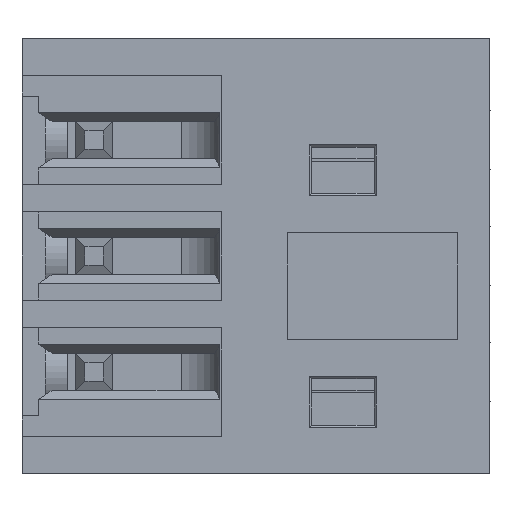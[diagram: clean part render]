
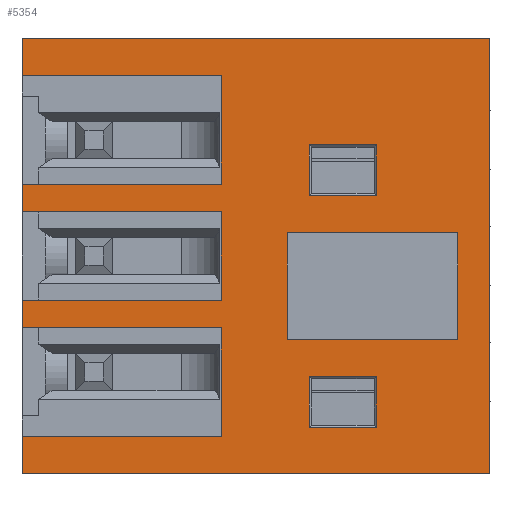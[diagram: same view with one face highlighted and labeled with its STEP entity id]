
A CAD part, front view. The second image highlights one B-rep face of the part: STEP entity #5354.
In plain terms, the highlighted planar face has unit normal (0, -1, 0).
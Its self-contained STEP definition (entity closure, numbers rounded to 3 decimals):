
#167=DIRECTION('',(0.,0.,-1.));
#168=VECTOR('',#167,0.8);
#169=CARTESIAN_POINT('',(-20.715,0.099,159.612));
#170=LINE('',#169,#168);
#171=DIRECTION('',(0.,0.,-1.));
#172=VECTOR('',#171,0.8);
#173=CARTESIAN_POINT('',(-20.715,0.099,168.212));
#174=LINE('',#173,#172);
#187=DIRECTION('',(0.,0.,-1.));
#188=VECTOR('',#187,0.6);
#189=CARTESIAN_POINT('',(-20.715,0.099,165.062));
#190=LINE('',#189,#188);
#339=DIRECTION('',(0.,0.,-1.));
#340=VECTOR('',#339,1.1);
#341=CARTESIAN_POINT('',(-14.515,0.099,160.912));
#342=LINE('',#341,#340);
#343=DIRECTION('',(1.,0.,0.));
#344=VECTOR('',#343,1.45);
#345=CARTESIAN_POINT('',(-14.515,0.099,159.812));
#346=LINE('',#345,#344);
#347=DIRECTION('',(0.,0.,1.));
#348=VECTOR('',#347,1.1);
#349=CARTESIAN_POINT('',(-13.065,0.099,159.812));
#350=LINE('',#349,#348);
#351=DIRECTION('',(-1.,0.,0.));
#352=VECTOR('',#351,1.45);
#353=CARTESIAN_POINT('',(-13.065,0.099,160.912));
#354=LINE('',#353,#352);
#355=DIRECTION('',(0.,0.,-1.));
#356=VECTOR('',#355,1.1);
#357=CARTESIAN_POINT('',(-14.515,0.099,165.912));
#358=LINE('',#357,#356);
#359=DIRECTION('',(1.,0.,0.));
#360=VECTOR('',#359,1.45);
#361=CARTESIAN_POINT('',(-14.515,0.099,164.812));
#362=LINE('',#361,#360);
#363=DIRECTION('',(0.,0.,1.));
#364=VECTOR('',#363,1.1);
#365=CARTESIAN_POINT('',(-13.065,0.099,164.812));
#366=LINE('',#365,#364);
#367=DIRECTION('',(-1.,0.,0.));
#368=VECTOR('',#367,1.45);
#369=CARTESIAN_POINT('',(-13.065,0.099,165.912));
#370=LINE('',#369,#368);
#371=DIRECTION('',(0.,0.,-1.));
#372=VECTOR('',#371,9.4);
#373=CARTESIAN_POINT('',(-10.615,0.099,168.212));
#374=LINE('',#373,#372);
#375=DIRECTION('',(-1.,0.,0.));
#376=VECTOR('',#375,10.1);
#377=CARTESIAN_POINT('',(-10.615,0.099,158.812));
#378=LINE('',#377,#376);
#379=DIRECTION('',(0.,0.,1.));
#380=VECTOR('',#379,2.35);
#381=CARTESIAN_POINT('',(-16.415,0.099,159.612));
#382=LINE('',#381,#380);
#383=DIRECTION('',(-1.,0.,0.));
#384=VECTOR('',#383,4.3);
#385=CARTESIAN_POINT('',(-16.415,0.099,161.962));
#386=LINE('',#385,#384);
#387=DIRECTION('',(0.,0.,1.));
#388=VECTOR('',#387,0.6);
#389=CARTESIAN_POINT('',(-20.715,0.099,161.962));
#390=LINE('',#389,#388);
#391=DIRECTION('',(1.,0.,0.));
#392=VECTOR('',#391,4.3);
#393=CARTESIAN_POINT('',(-20.715,0.099,162.562));
#394=LINE('',#393,#392);
#395=DIRECTION('',(-1.,0.,0.));
#396=VECTOR('',#395,4.3);
#397=CARTESIAN_POINT('',(-16.415,0.099,164.462));
#398=LINE('',#397,#396);
#399=DIRECTION('',(1.,0.,0.));
#400=VECTOR('',#399,4.3);
#401=CARTESIAN_POINT('',(-20.715,0.099,165.062));
#402=LINE('',#401,#400);
#403=DIRECTION('',(0.,0.,1.));
#404=VECTOR('',#403,2.35);
#405=CARTESIAN_POINT('',(-16.415,0.099,165.062));
#406=LINE('',#405,#404);
#407=DIRECTION('',(-1.,0.,0.));
#408=VECTOR('',#407,4.3);
#409=CARTESIAN_POINT('',(-16.415,0.099,167.412));
#410=LINE('',#409,#408);
#415=DIRECTION('',(0.,0.,1.));
#416=VECTOR('',#415,2.3);
#417=CARTESIAN_POINT('',(-14.988,0.099,161.712));
#418=LINE('',#417,#416);
#431=DIRECTION('',(0.,0.,-1.));
#432=VECTOR('',#431,2.3);
#433=CARTESIAN_POINT('',(-11.315,0.099,164.012));
#434=LINE('',#433,#432);
#447=DIRECTION('',(-1.,0.,0.));
#448=VECTOR('',#447,3.673);
#449=CARTESIAN_POINT('',(-11.315,0.099,161.712));
#450=LINE('',#449,#448);
#455=DIRECTION('',(1.,0.,0.));
#456=VECTOR('',#455,3.673);
#457=CARTESIAN_POINT('',(-14.988,0.099,164.012));
#458=LINE('',#457,#456);
#2205=DIRECTION('',(-1.,0.,0.));
#2206=VECTOR('',#2205,4.3);
#2207=CARTESIAN_POINT('',(-16.415,0.099,
159.612));
#2208=LINE('',#2207,#2206);
#2891=DIRECTION('',(0.,0.,-1.));
#2892=VECTOR('',#2891,1.9);
#2893=CARTESIAN_POINT('',(-16.415,0.099,
164.462));
#2894=LINE('',#2893,#2892);
#3601=DIRECTION('',(-1.,0.,0.));
#3602=VECTOR('',#3601,10.1);
#3603=CARTESIAN_POINT('',(-10.615,0.099,
168.212));
#3604=LINE('',#3603,#3602);
#3671=CARTESIAN_POINT('',(-10.615,0.099,
168.212));
#3673=VERTEX_POINT('',#3671);
#3856=CARTESIAN_POINT('',(-20.715,0.099,
168.212));
#3857=VERTEX_POINT('',#3856);
#3858=CARTESIAN_POINT('',(-20.715,0.099,
167.412));
#3859=VERTEX_POINT('',#3858);
#3868=CARTESIAN_POINT('',(-20.715,0.099,
165.062));
#3869=VERTEX_POINT('',#3868);
#3870=CARTESIAN_POINT('',(-20.715,0.099,
164.462));
#3871=VERTEX_POINT('',#3870);
#3892=CARTESIAN_POINT('',(-16.415,0.099,
164.462));
#3893=VERTEX_POINT('',#3892);
#3894=CARTESIAN_POINT('',(-16.415,0.099,
165.062));
#3895=VERTEX_POINT('',#3894);
#3896=CARTESIAN_POINT('',(-16.415,0.099,
167.412));
#3897=VERTEX_POINT('',#3896);
#3898=CARTESIAN_POINT('',(-14.515,0.099,
165.912));
#3899=CARTESIAN_POINT('',(-14.515,0.099,
164.812));
#3900=VERTEX_POINT('',#3898);
#3901=VERTEX_POINT('',#3899);
#3902=CARTESIAN_POINT('',(-13.065,0.099,
164.812));
#3903=VERTEX_POINT('',#3902);
#3904=CARTESIAN_POINT('',(-13.065,0.099,
165.912));
#3905=VERTEX_POINT('',#3904);
#3906=CARTESIAN_POINT('',(-14.988,0.099,
164.012));
#3907=CARTESIAN_POINT('',(-11.315,0.099,
164.012));
#3908=VERTEX_POINT('',#3906);
#3909=VERTEX_POINT('',#3907);
#4294=CARTESIAN_POINT('',(-20.715,0.099,
162.562));
#4296=VERTEX_POINT('',#4294);
#4297=CARTESIAN_POINT('',(-16.415,0.099,
162.562));
#4298=VERTEX_POINT('',#4297);
#4393=CARTESIAN_POINT('',(-10.615,0.099,
158.812));
#4395=VERTEX_POINT('',#4393);
#4521=CARTESIAN_POINT('',(-20.715,0.099,
161.962));
#4523=VERTEX_POINT('',#4521);
#4530=CARTESIAN_POINT('',(-20.715,0.099,
159.612));
#4531=VERTEX_POINT('',#4530);
#4532=CARTESIAN_POINT('',(-20.715,0.099,
158.812));
#4533=VERTEX_POINT('',#4532);
#4558=CARTESIAN_POINT('',(-16.415,0.099,
159.612));
#4559=VERTEX_POINT('',#4558);
#4560=CARTESIAN_POINT('',(-16.415,0.099,
161.962));
#4561=VERTEX_POINT('',#4560);
#4562=CARTESIAN_POINT('',(-11.315,0.099,
161.712));
#4563=CARTESIAN_POINT('',(-14.988,0.099,
161.712));
#4564=VERTEX_POINT('',#4562);
#4565=VERTEX_POINT('',#4563);
#4566=CARTESIAN_POINT('',(-14.515,0.099,
160.912));
#4567=CARTESIAN_POINT('',(-14.515,0.099,
159.812));
#4568=VERTEX_POINT('',#4566);
#4569=VERTEX_POINT('',#4567);
#4570=CARTESIAN_POINT('',(-13.065,0.099,
159.812));
#4571=VERTEX_POINT('',#4570);
#4572=CARTESIAN_POINT('',(-13.065,0.099,
160.912));
#4573=VERTEX_POINT('',#4572);
#5290=CARTESIAN_POINT('',(-20.715,0.099,
146.962));
#5291=DIRECTION('',(0.,-1.,0.));
#5292=DIRECTION('',(0.,0.,-1.));
#5293=AXIS2_PLACEMENT_3D('',#5290,#5291,#5292);
#5294=PLANE('',#5293);
#5295=ORIENTED_EDGE('',*,*,#4810,.T.);
#5297=ORIENTED_EDGE('',*,*,#5296,.T.);
#5298=ORIENTED_EDGE('',*,*,#4976,.F.);
#5300=ORIENTED_EDGE('',*,*,#5299,.F.);
#5302=ORIENTED_EDGE('',*,*,#5301,.T.);
#5304=ORIENTED_EDGE('',*,*,#5303,.T.);
#5305=ORIENTED_EDGE('',*,*,#4964,.T.);
#5307=ORIENTED_EDGE('',*,*,#5306,.T.);
#5309=ORIENTED_EDGE('',*,*,#5308,.F.);
#5311=ORIENTED_EDGE('',*,*,#5310,.T.);
#5312=ORIENTED_EDGE('',*,*,#5011,.F.);
#5314=ORIENTED_EDGE('',*,*,#5313,.T.);
#5316=ORIENTED_EDGE('',*,*,#5315,.T.);
#5318=ORIENTED_EDGE('',*,*,#5317,.T.);
#5319=ORIENTED_EDGE('',*,*,#4999,.F.);
#5321=ORIENTED_EDGE('',*,*,#5320,.F.);
#5322=EDGE_LOOP('',(#5295,#5297,#5298,#5300,#5302,#5304,#5305,#5307,#5309,#5311,
#5312,#5314,#5316,#5318,#5319,#5321));
#5323=FACE_OUTER_BOUND('',#5322,.F.);
#5325=ORIENTED_EDGE('',*,*,#5324,.T.);
#5327=ORIENTED_EDGE('',*,*,#5326,.T.);
#5329=ORIENTED_EDGE('',*,*,#5328,.T.);
#5331=ORIENTED_EDGE('',*,*,#5330,.T.);
#5332=EDGE_LOOP('',(#5325,#5327,#5329,#5331));
#5333=FACE_BOUND('',#5332,.F.);
#5335=ORIENTED_EDGE('',*,*,#5334,.T.);
#5337=ORIENTED_EDGE('',*,*,#5336,.T.);
#5339=ORIENTED_EDGE('',*,*,#5338,.T.);
#5341=ORIENTED_EDGE('',*,*,#5340,.T.);
#5342=EDGE_LOOP('',(#5335,#5337,#5339,#5341));
#5343=FACE_BOUND('',#5342,.F.);
#5345=ORIENTED_EDGE('',*,*,#5344,.F.);
#5347=ORIENTED_EDGE('',*,*,#5346,.F.);
#5349=ORIENTED_EDGE('',*,*,#5348,.F.);
#5351=ORIENTED_EDGE('',*,*,#5350,.F.);
#5352=EDGE_LOOP('',(#5345,#5347,#5349,#5351));
#5353=FACE_BOUND('',#5352,.F.);
#4810=EDGE_CURVE('',#3673,#4395,#374,.T.);
#4964=EDGE_CURVE('',#4523,#4296,#390,.T.);
#4976=EDGE_CURVE('',#4531,#4533,#170,.T.);
#4999=EDGE_CURVE('',#3857,#3859,#174,.T.);
#5011=EDGE_CURVE('',#3869,#3871,#190,.T.);
#5296=EDGE_CURVE('',#4395,#4533,#378,.T.);
#5299=EDGE_CURVE('',#4559,#4531,#2208,.T.);
#5301=EDGE_CURVE('',#4559,#4561,#382,.T.);
#5303=EDGE_CURVE('',#4561,#4523,#386,.T.);
#5306=EDGE_CURVE('',#4296,#4298,#394,.T.);
#5308=EDGE_CURVE('',#3893,#4298,#2894,.T.);
#5310=EDGE_CURVE('',#3893,#3871,#398,.T.);
#5313=EDGE_CURVE('',#3869,#3895,#402,.T.);
#5315=EDGE_CURVE('',#3895,#3897,#406,.T.);
#5317=EDGE_CURVE('',#3897,#3859,#410,.T.);
#5320=EDGE_CURVE('',#3673,#3857,#3604,.T.);
#5324=EDGE_CURVE('',#4568,#4569,#342,.T.);
#5326=EDGE_CURVE('',#4569,#4571,#346,.T.);
#5328=EDGE_CURVE('',#4571,#4573,#350,.T.);
#5330=EDGE_CURVE('',#4573,#4568,#354,.T.);
#5334=EDGE_CURVE('',#3900,#3901,#358,.T.);
#5336=EDGE_CURVE('',#3901,#3903,#362,.T.);
#5338=EDGE_CURVE('',#3903,#3905,#366,.T.);
#5340=EDGE_CURVE('',#3905,#3900,#370,.T.);
#5344=EDGE_CURVE('',#4565,#3908,#418,.T.);
#5346=EDGE_CURVE('',#4564,#4565,#450,.T.);
#5348=EDGE_CURVE('',#3909,#4564,#434,.T.);
#5350=EDGE_CURVE('',#3908,#3909,#458,.T.);
#5354=ADVANCED_FACE('',(#5323,#5333,#5343,#5353),#5294,.T.);
